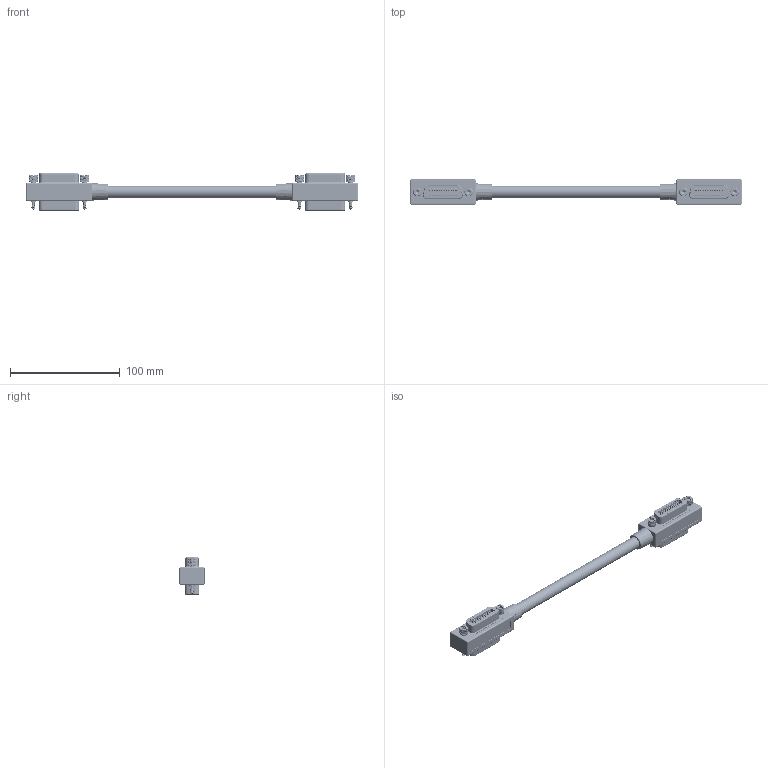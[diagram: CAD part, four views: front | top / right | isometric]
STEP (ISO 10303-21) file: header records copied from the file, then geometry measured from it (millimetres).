
FILE_DESCRIPTION (( 'STEP AP214' ), '1' );
FILE_NAME ('CIMB24.STEP', '2020-08-22T07:23:30', ( '' ), ( '' ), 'SwSTEP 2.0', 'SolidWorks 2018', '' );
FILE_SCHEMA (( 'AUTOMOTIVE_DESIGN' ));
Length unit declared in the file: inch
Products named in the file (18): 1AJ09-056___; 1AA01-024-MA5___; MTN-715_GPIB REVERSE TYP ADPT CIMB END; 1AA01-024-MA3___; 3AC03-021_6" long; MTN-715___; CIMB24; 1AA01-024-MA2-2___; 1AY03-090_CRIMPING; 1AA01-024-MA1___; 1AA01-024_NORMAL; 1AA01-024_REVERSE ENTRY; 1AA01-024-MA1-2___; 1AA01-024-MA4___; 1AA01-024-MA2-1___; MTN-715_GPIB NORMAL TYP ADPT CIMB END; 1AA01-024-MA2___; 1AA01-024-MA1-1___
Assembly tree (75 placements, depth 5):
  CIMB24
    3AC03-021_6" long
    MTN-715_GPIB REVERSE TYP ADPT CIMB END
      1AA01-024_REVERSE ENTRY
        1AA01-024-MA3___
        1AA01-024-MA4___
        1AA01-024-MA1___
          1AA01-024-MA1-1___
          1AA01-024-MA1-2___  x24
        1AA01-024-MA2___
          1AA01-024-MA2-1___
          1AA01-024-MA2-2___  x24
      1AJ09-056___  x2
      1AY03-090_CRIMPING
      1AA01-024-MA5___  x2
      MTN-715___
    MTN-715_GPIB NORMAL TYP ADPT CIMB END
      1AA01-024_NORMAL
        1AA01-024-MA1___
          1AA01-024-MA1-1___
          1AA01-024-MA1-2___  x24
        1AA01-024-MA3___
        1AA01-024-MA4___
        1AA01-024-MA2___
          1AA01-024-MA2-1___
          1AA01-024-MA2-2___  x24
      1AJ09-056___  x2
      1AY03-090_CRIMPING
      1AA01-024-MA5___  x2
      MTN-715___
Bounding box: 302.4 x 22.8 x 33.82 mm (x, y, z)
Volume: 61419.6 mm3; surface area: 71528.3 mm2
Topology: 121 solids, 121 shells, 14638 faces, 40654 edges, 26036 vertices
Faces by surface type: plane 8794, cylinder 3120, bspline 2424, torus 160, cone 124, sphere 16
Entity records: 139817 total; most frequent: CARTESIAN_POINT 40493, ORIENTED_EDGE 20830, DIRECTION 15958, EDGE_CURVE 10415, LINE 7612, VECTOR 7612, VERTEX_POINT 6666, AXIS2_PLACEMENT_3D 4173
